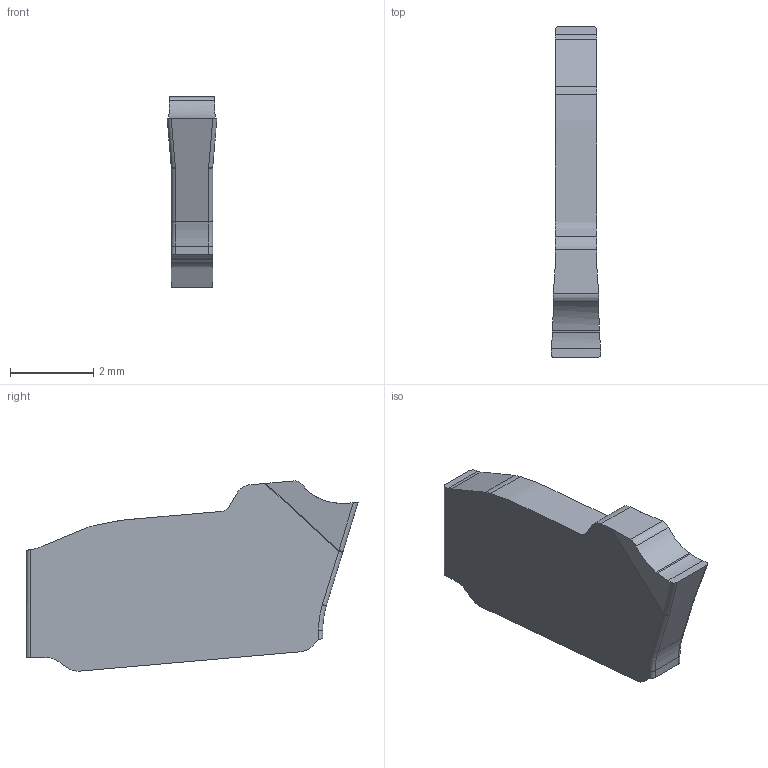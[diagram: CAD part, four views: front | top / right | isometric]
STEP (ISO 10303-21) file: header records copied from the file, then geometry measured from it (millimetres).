
FILE_DESCRIPTION(/* description */ (''),/* implementation_level */ '2;1');
FILE_NAME(/* name */ 'aaa340229_a.stp',/* time_stamp */ '2019-10-04T10:22:09+02:00',/* author */ (''),/* organization */ ('SMS'),/* preprocessor_version */ 'ST-DEVELOPER v16.7',/* originating_system */ 'SIEMENS PLM Software NX 12.0',/* authorisation */ '');
FILE_SCHEMA (('AUTOMOTIVE_DESIGN { 1 0 10303 214 3 1 1 1 }'));
Length unit declared in the file: millimetre
Products named in the file (1): AAA340229_A
Bounding box: 1.2 x 8 x 4.58 mm (x, y, z)
Volume: 26.7 mm3; surface area: 75.1 mm2
Topology: 1 solids, 1 shells, 42 faces, 113 edges, 75 vertices
Faces by surface type: cylinder 19, plane 16, extrusion 3, torus 2, bspline 2
Entity records: 1572 total; most frequent: CARTESIAN_POINT 447, DIRECTION 231, ORIENTED_EDGE 224, EDGE_CURVE 112, AXIS2_PLACEMENT_3D 82, VERTEX_POINT 72, VECTOR 67, LINE 64
